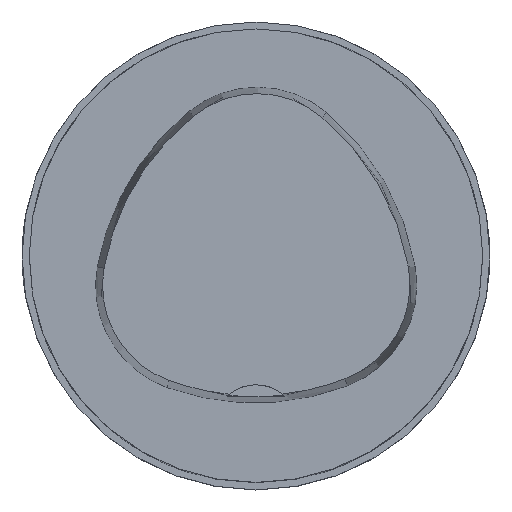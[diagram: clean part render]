
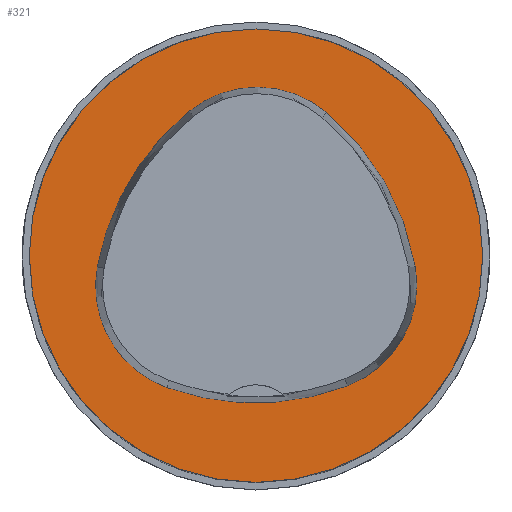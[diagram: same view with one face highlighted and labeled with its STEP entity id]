
A CAD part, top view. The second image highlights one B-rep face of the part: STEP entity #321.
In plain terms, the highlighted planar face has unit normal (0, 0, 1).
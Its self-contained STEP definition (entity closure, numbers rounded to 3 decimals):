
#321=ADVANCED_FACE('',(#438,#439),#387,.T.);
#387=PLANE('',#1176);
#438=FACE_BOUND('',#515,.T.);
#439=FACE_BOUND('',#516,.T.);
#515=EDGE_LOOP('',(#668,#669,#670,#671,#672,#673));
#516=EDGE_LOOP('',(#674));
#668=ORIENTED_EDGE('',*,*,#998,.T.);
#669=ORIENTED_EDGE('',*,*,#978,.T.);
#670=ORIENTED_EDGE('',*,*,#982,.T.);
#671=ORIENTED_EDGE('',*,*,#985,.T.);
#672=ORIENTED_EDGE('',*,*,#988,.T.);
#673=ORIENTED_EDGE('',*,*,#996,.T.);
#674=ORIENTED_EDGE('',*,*,#968,.F.);
#874=VERTEX_POINT('',#1634);
#884=VERTEX_POINT('',#1655);
#885=VERTEX_POINT('',#1656);
#888=VERTEX_POINT('',#1664);
#890=VERTEX_POINT('',#1670);
#892=VERTEX_POINT('',#1676);
#899=VERTEX_POINT('',#1697);
#968=EDGE_CURVE('',#874,#874,#1086,.T.);
#978=EDGE_CURVE('',#884,#885,#1088,.T.);
#982=EDGE_CURVE('',#885,#888,#1090,.T.);
#985=EDGE_CURVE('',#888,#890,#1092,.T.);
#988=EDGE_CURVE('',#890,#892,#1094,.T.);
#996=EDGE_CURVE('',#892,#899,#1098,.T.);
#998=EDGE_CURVE('',#899,#884,#1100,.T.);
#1086=CIRCLE('',#1147,31.5);
#1088=CIRCLE('',#1154,36.0);
#1090=CIRCLE('',#1157,15.0);
#1092=CIRCLE('',#1160,36.0);
#1094=CIRCLE('',#1163,15.0);
#1098=CIRCLE('',#1168,36.0);
#1100=CIRCLE('',#1171,15.0);
#1147=AXIS2_PLACEMENT_3D('',#1633,#1298,#1299);
#1154=AXIS2_PLACEMENT_3D('',#1654,#1316,#1317);
#1157=AXIS2_PLACEMENT_3D('',#1663,#1324,#1325);
#1160=AXIS2_PLACEMENT_3D('',#1669,#1331,#1332);
#1163=AXIS2_PLACEMENT_3D('',#1675,#1338,#1339);
#1168=AXIS2_PLACEMENT_3D('',#1698,#1350,#1351);
#1171=AXIS2_PLACEMENT_3D('',#1701,#1356,#1357);
#1176=AXIS2_PLACEMENT_3D('',#1706,#1366,#1367);
#1298=DIRECTION('',(0.0,0.0,-1.0));
#1299=DIRECTION('',(-1.0,0.0,0.0));
#1316=DIRECTION('',(0.0,0.0,-1.0));
#1317=DIRECTION('',(-1.0,0.0,0.0));
#1324=DIRECTION('',(0.0,0.0,-1.0));
#1325=DIRECTION('',(-1.0,0.0,0.0));
#1331=DIRECTION('',(0.0,0.0,-1.0));
#1332=DIRECTION('',(-1.0,0.0,0.0));
#1338=DIRECTION('',(0.0,0.0,-1.0));
#1339=DIRECTION('',(-1.0,0.0,0.0));
#1350=DIRECTION('',(0.0,0.0,-1.0));
#1351=DIRECTION('',(-1.0,0.0,0.0));
#1356=DIRECTION('',(0.0,0.0,-1.0));
#1357=DIRECTION('',(-1.0,0.0,0.0));
#1366=DIRECTION('',(0.0,0.0,1.0));
#1367=DIRECTION('',(1.0,0.0,0.0));
#1633=CARTESIAN_POINT('',(0.0,0.0,0.0));
#1634=CARTESIAN_POINT('',(-31.5,0.0,0.0));
#1654=CARTESIAN_POINT('',(13.398,-7.893,0.0));
#1655=CARTESIAN_POINT('',(-22.041,-1.562,0.0));
#1656=CARTESIAN_POINT('',(-9.317,20.036,0.0));
#1663=CARTESIAN_POINT('',(0.148,8.399,0.0));
#1664=CARTESIAN_POINT('',(9.779,19.898,0.0));
#1669=CARTESIAN_POINT('',(-13.337,-7.7,0.0));
#1670=CARTESIAN_POINT('',(22.122,-1.48,0.0));
#1675=CARTESIAN_POINT('',(7.347,-4.071,0.0));
#1676=CARTESIAN_POINT('',(12.693,-18.087,0.0));
#1697=CARTESIAN_POINT('',(-12.373,-18.307,0.0));
#1698=CARTESIAN_POINT('',(-0.137,15.55,0.0));
#1701=CARTESIAN_POINT('',(-7.275,-4.2,0.0));
#1706=CARTESIAN_POINT('',(0.0,0.0,0.0));
